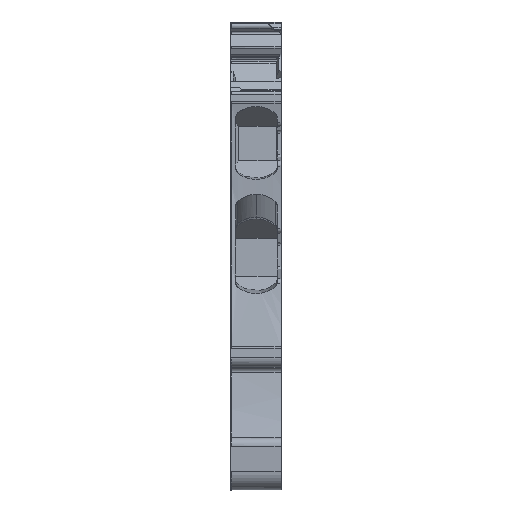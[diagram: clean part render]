
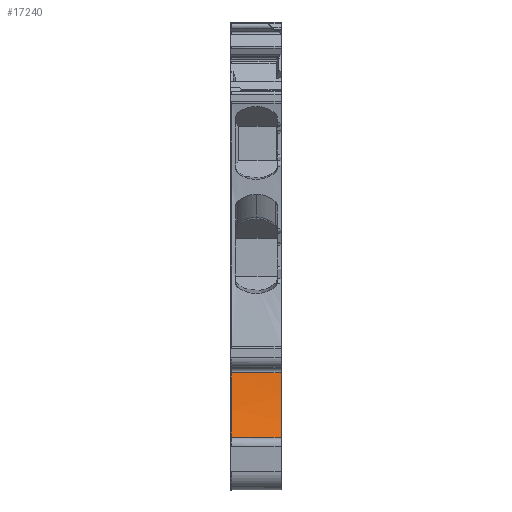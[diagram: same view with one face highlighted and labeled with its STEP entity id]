
A CAD part, front view. The second image highlights one B-rep face of the part: STEP entity #17240.
In plain terms, the highlighted cylindrical face has radius 36.4 mm (diameter 72.8 mm), a partial arc.
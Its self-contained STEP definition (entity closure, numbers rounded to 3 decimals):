
#5425=AXIS2_PLACEMENT_3D('Circle Axis2P3D',#5423,#5424,$) ;
#17227=AXIS2_PLACEMENT_3D('Cylinder Axis2P3D',#17224,#17225,#17226) ;
#5420=CARTESIAN_POINT('Vertex',(5.1,5.13,11.894)) ;
#5423=CARTESIAN_POINT('Axis2P3D Location',(5.1,-31.037,16.)) ;
#5427=CARTESIAN_POINT('Vertex',(5.1,3.513,4.545)) ;
#10493=CARTESIAN_POINT('Vertex',(0.05,3.513,4.545)) ;
#10519=CARTESIAN_POINT('Control Point',(0.05,5.13,11.894)) ;
#10520=CARTESIAN_POINT('Control Point',(0.05,4.96,10.396)) ;
#10521=CARTESIAN_POINT('Control Point',(0.05,4.712,8.907)) ;
#10522=CARTESIAN_POINT('Control Point',(0.05,4.388,7.432)) ;
#10523=CARTESIAN_POINT('Control Point',(0.05,3.988,5.976)) ;
#10524=CARTESIAN_POINT('Control Point',(0.05,3.513,4.545)) ;
#10525=CARTESIAN_POINT('Vertex',(0.05,5.13,11.894)) ;
#17212=CARTESIAN_POINT('Line Origine',(2.55,5.13,11.894)) ;
#17224=CARTESIAN_POINT('Axis2P3D Location',(2.55,-31.037,16.)) ;
#17229=CARTESIAN_POINT('Line Origine',(2.55,3.513,4.545)) ;
#5424=DIRECTION('Axis2P3D Direction',(1.,0.,0.)) ;
#17213=DIRECTION('Vector Direction',(1.,0.,0.)) ;
#17225=DIRECTION('Axis2P3D Direction',(1.,0.,0.)) ;
#17226=DIRECTION('Axis2P3D XDirection',(0.,0.949,-0.315)) ;
#17230=DIRECTION('Vector Direction',(1.,0.,0.)) ;
#17214=VECTOR('Line Direction',#17213,1.) ;
#17231=VECTOR('Line Direction',#17230,1.) ;
#17235=ORIENTED_EDGE('',*,*,#10527,.F.) ;
#17236=ORIENTED_EDGE('',*,*,#17233,.T.) ;
#17237=ORIENTED_EDGE('',*,*,#5429,.F.) ;
#17238=ORIENTED_EDGE('',*,*,#17216,.F.) ;
#17240=ADVANCED_FACE('MLD\\MLD_AL4C_2-5',(#17239),#17228,.F.) ;
#10518=B_SPLINE_CURVE_WITH_KNOTS('',5,(#10519,#10520,#10521,#10522,#10523,#10524),.UNSPECIFIED.,.F.,.U.,(6,6),(0.,7.544),.UNSPECIFIED.) ;
#5426=CIRCLE('generated circle',#5425,36.4) ;
#17228=CYLINDRICAL_SURFACE('generated cylinder',#17227,36.4) ;
#5429=EDGE_CURVE('',#5421,#5428,#5426,.F.) ;
#10527=EDGE_CURVE('',#10494,#10526,#10518,.F.) ;
#17216=EDGE_CURVE('',#10526,#5421,#17215,.T.) ;
#17233=EDGE_CURVE('',#10494,#5428,#17232,.T.) ;
#17234=EDGE_LOOP('',(#17235,#17236,#17237,#17238)) ;
#17239=FACE_OUTER_BOUND('',#17234,.T.) ;
#17215=LINE('Line',#17212,#17214) ;
#17232=LINE('Line',#17229,#17231) ;
#5421=VERTEX_POINT('',#5420) ;
#5428=VERTEX_POINT('',#5427) ;
#10494=VERTEX_POINT('',#10493) ;
#10526=VERTEX_POINT('',#10525) ;
